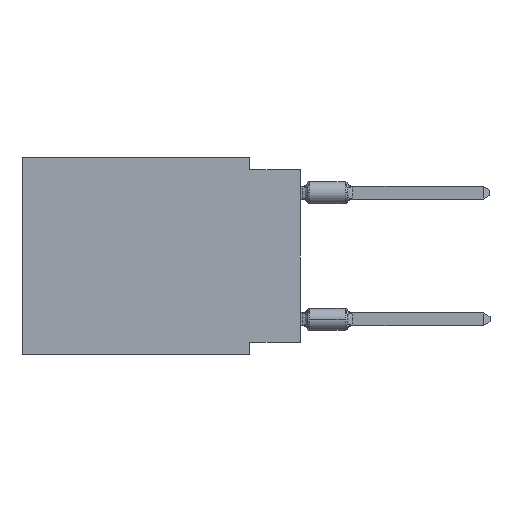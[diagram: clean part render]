
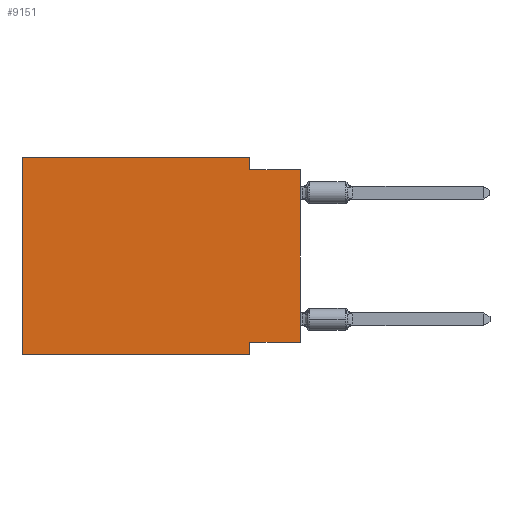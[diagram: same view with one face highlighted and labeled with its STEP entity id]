
A CAD part, left-side view. The second image highlights one B-rep face of the part: STEP entity #9151.
In plain terms, the highlighted planar face has unit normal (-1, 0, 0).
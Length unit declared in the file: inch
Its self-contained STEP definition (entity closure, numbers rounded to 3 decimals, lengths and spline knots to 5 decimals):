
#132 = PLANE ( 'NONE',  #7424 ) ;
#292 = CARTESIAN_POINT ( 'NONE',  ( 0., 0.1, -0.365 ) ) ;
#758 = LINE ( 'NONE', #8563, #1469 ) ;
#759 = DIRECTION ( 'NONE',  ( 0., 0., -1. ) ) ;
#1040 = LINE ( 'NONE', #7088, #2422 ) ;
#1042 = ORIENTED_EDGE ( 'NONE', *, *, #6395, .F. ) ;
#1272 = CARTESIAN_POINT ( 'NONE',  ( 0., 0.1, -0.025 ) ) ;
#1469 = VECTOR ( 'NONE', #2874, 39.37008 ) ;
#1865 = VERTEX_POINT ( 'NONE', #7551 ) ;
#1945 = CARTESIAN_POINT ( 'NONE',  ( 0., 0.55, 0. ) ) ;
#2422 = VECTOR ( 'NONE', #9041, 39.37008 ) ;
#2649 = VERTEX_POINT ( 'NONE', #6441 ) ;
#2816 = ORIENTED_EDGE ( 'NONE', *, *, #5271, .F. ) ;
#2874 = DIRECTION ( 'NONE',  ( 0., -1., 0. ) ) ;
#2988 = ORIENTED_EDGE ( 'NONE', *, *, #11465, .F. ) ;
#3178 = EDGE_CURVE ( 'NONE', #10542, #7184, #9547, .T. ) ;
#3242 = ORIENTED_EDGE ( 'NONE', *, *, #6259, .T. ) ;
#3341 = LINE ( 'NONE', #6304, #9315 ) ;
#3395 = EDGE_CURVE ( 'NONE', #1865, #8829, #10928, .T. ) ;
#3493 = LINE ( 'NONE', #6774, #8228 ) ;
#3693 = CARTESIAN_POINT ( 'NONE',  ( 0., 0., -0.365 ) ) ;
#4145 = DIRECTION ( 'NONE',  ( 1., 0., 0. ) ) ;
#4160 = EDGE_CURVE ( 'NONE', #7184, #5595, #5388, .T. ) ;
#4389 = DIRECTION ( 'NONE',  ( 0., -1., 0. ) ) ;
#5136 = FACE_OUTER_BOUND ( 'NONE', #12595, .T. ) ;
#5271 = EDGE_CURVE ( 'NONE', #9973, #8398, #12468, .T. ) ;
#5388 = LINE ( 'NONE', #12433, #11434 ) ;
#5595 = VERTEX_POINT ( 'NONE', #6185 ) ;
#5666 = DIRECTION ( 'NONE',  ( 0., 1., 0. ) ) ;
#5744 = ORIENTED_EDGE ( 'NONE', *, *, #3395, .F. ) ;
#5960 = DIRECTION ( 'NONE',  ( 0., 0., 1. ) ) ;
#6185 = CARTESIAN_POINT ( 'NONE',  ( 0., 0., -0.025 ) ) ;
#6259 = EDGE_CURVE ( 'NONE', #9973, #5595, #1040, .T. ) ;
#6304 = CARTESIAN_POINT ( 'NONE',  ( 0., 0.55, 0. ) ) ;
#6395 = EDGE_CURVE ( 'NONE', #8829, #10542, #3341, .T. ) ;
#6441 = CARTESIAN_POINT ( 'NONE',  ( 0., 0.1, -0.39 ) ) ;
#6503 = VECTOR ( 'NONE', #759, 39.37008 ) ;
#6774 = CARTESIAN_POINT ( 'NONE',  ( 0., 0.1, -0.39 ) ) ;
#7088 = CARTESIAN_POINT ( 'NONE',  ( 0., 0., 0. ) ) ;
#7184 = VERTEX_POINT ( 'NONE', #1272 ) ;
#7287 = DIRECTION ( 'NONE',  ( 0., -1., 0. ) ) ;
#7424 = AXIS2_PLACEMENT_3D ( 'NONE', #8268, #4145, #10289 ) ;
#7551 = CARTESIAN_POINT ( 'NONE',  ( 0., 0.55, -0.39 ) ) ;
#8061 = EDGE_CURVE ( 'NONE', #1865, #2649, #758, .T. ) ;
#8228 = VECTOR ( 'NONE', #8470, 39.37008 ) ;
#8268 = CARTESIAN_POINT ( 'NONE',  ( 0., 0.55, 0. ) ) ;
#8398 = VERTEX_POINT ( 'NONE', #292 ) ;
#8470 = DIRECTION ( 'NONE',  ( 0., 0., -1. ) ) ;
#8563 = CARTESIAN_POINT ( 'NONE',  ( 0., 0.55, -0.39 ) ) ;
#8829 = VERTEX_POINT ( 'NONE', #10240 ) ;
#8847 = CARTESIAN_POINT ( 'NONE',  ( 0., 0., -0.365 ) ) ;
#8848 = ORIENTED_EDGE ( 'NONE', *, *, #3178, .F. ) ;
#9041 = DIRECTION ( 'NONE',  ( 0., 0., 1. ) ) ;
#9122 = ORIENTED_EDGE ( 'NONE', *, *, #8061, .T. ) ;
#9151 = ADVANCED_FACE ( 'NONE', ( #5136 ), #132, .F. ) ;
#9315 = VECTOR ( 'NONE', #7287, 39.37008 ) ;
#9386 = VECTOR ( 'NONE', #5960, 39.37008 ) ;
#9547 = LINE ( 'NONE', #11648, #6503 ) ;
#9973 = VERTEX_POINT ( 'NONE', #8847 ) ;
#10223 = CARTESIAN_POINT ( 'NONE',  ( 0., 0.1, 0. ) ) ;
#10240 = CARTESIAN_POINT ( 'NONE',  ( 0., 0.55, 0. ) ) ;
#10289 = DIRECTION ( 'NONE',  ( 0., 0., -1. ) ) ;
#10542 = VERTEX_POINT ( 'NONE', #10223 ) ;
#10928 = LINE ( 'NONE', #1945, #9386 ) ;
#11434 = VECTOR ( 'NONE', #4389, 39.37008 ) ;
#11465 = EDGE_CURVE ( 'NONE', #8398, #2649, #3493, .T. ) ;
#11648 = CARTESIAN_POINT ( 'NONE',  ( 0., 0.1, 0. ) ) ;
#12433 = CARTESIAN_POINT ( 'NONE',  ( 0., 0., -0.025 ) ) ;
#12455 = ORIENTED_EDGE ( 'NONE', *, *, #4160, .F. ) ;
#12468 = LINE ( 'NONE', #3693, #12892 ) ;
#12595 = EDGE_LOOP ( 'NONE', ( #3242, #12455, #8848, #1042, #5744, #9122, #2988, #2816 ) ) ;
#12892 = VECTOR ( 'NONE', #5666, 39.37008 ) ;
